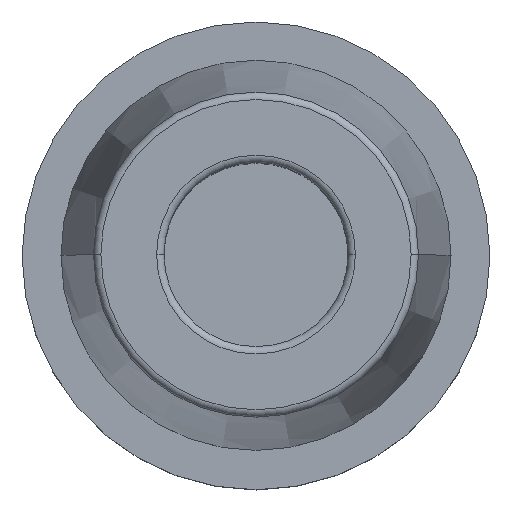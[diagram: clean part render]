
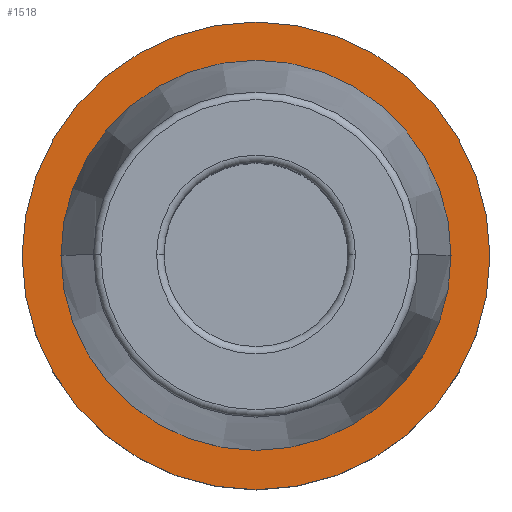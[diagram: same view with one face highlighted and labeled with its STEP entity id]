
A CAD part, top view. The second image highlights one B-rep face of the part: STEP entity #1518.
In plain terms, the highlighted planar face has unit normal (0, 0, 1).
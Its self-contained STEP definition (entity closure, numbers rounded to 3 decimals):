
#38=CARTESIAN_POINT('',(0.,0.,19.05));
#39=DIRECTION('',(0.,0.,1.));
#40=DIRECTION('',(0.,-1.,0.));
#41=AXIS2_PLACEMENT_3D('',#38,#39,#40);
#91=CARTESIAN_POINT('',(0.,0.,19.05));
#92=DIRECTION('',(0.,0.,1.));
#93=DIRECTION('',(0.,1.,0.));
#94=AXIS2_PLACEMENT_3D('',#91,#92,#93);
#439=CARTESIAN_POINT('',(0.,0.,19.05));
#440=DIRECTION('',(0.,0.,1.));
#441=DIRECTION('',(1.,0.,0.));
#442=AXIS2_PLACEMENT_3D('',#439,#440,#441);
#447=CARTESIAN_POINT('',(0.,0.,19.05));
#448=DIRECTION('',(0.,0.,1.));
#449=DIRECTION('',(-1.,0.,0.));
#450=AXIS2_PLACEMENT_3D('',#447,#448,#449);
#1017=CARTESIAN_POINT('',(25.5,0.,19.05));
#1018=CARTESIAN_POINT('',(-25.5,0.,19.05));
#1019=VERTEX_POINT('',#1017);
#1020=VERTEX_POINT('',#1018);
#1117=CARTESIAN_POINT('',(0.,-31.775,19.05));
#1118=CARTESIAN_POINT('',(0.,31.775,19.05));
#1119=VERTEX_POINT('',#1117);
#1120=VERTEX_POINT('',#1118);
#1503=CARTESIAN_POINT('',(0.,0.,19.05));
#1504=DIRECTION('',(0.,0.,1.));
#1505=DIRECTION('',(1.,0.,0.));
#1506=AXIS2_PLACEMENT_3D('',#1503,#1504,#1505);
#1507=PLANE('',#1506);
#1508=ORIENTED_EDGE('',*,*,#1142,.F.);
#1509=ORIENTED_EDGE('',*,*,#1200,.F.);
#1510=EDGE_LOOP('',(#1508,#1509));
#1511=FACE_OUTER_BOUND('',#1510,.F.);
#1513=ORIENTED_EDGE('',*,*,#1512,.T.);
#1515=ORIENTED_EDGE('',*,*,#1514,.T.);
#1516=EDGE_LOOP('',(#1513,#1515));
#1517=FACE_BOUND('',#1516,.F.);
#1518=ADVANCED_FACE('',(#1511,#1517),#1507,.T.);
#42=CIRCLE('',#41,31.775);
#95=CIRCLE('',#94,31.775);
#443=CIRCLE('',#442,25.5);
#451=CIRCLE('',#450,25.5);
#1142=EDGE_CURVE('',#1119,#1120,#42,.T.);
#1200=EDGE_CURVE('',#1120,#1119,#95,.T.);
#1512=EDGE_CURVE('',#1019,#1020,#443,.T.);
#1514=EDGE_CURVE('',#1020,#1019,#451,.T.);
